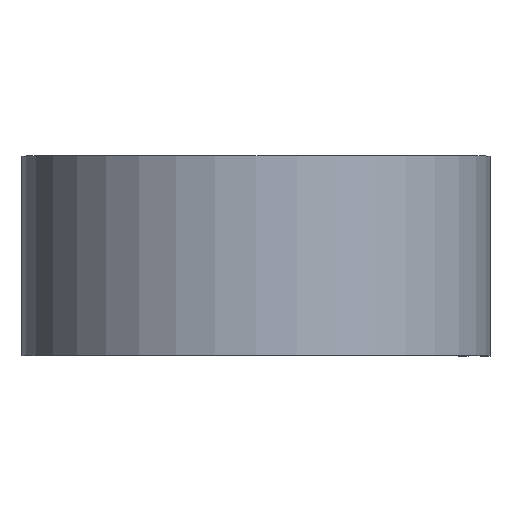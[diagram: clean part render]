
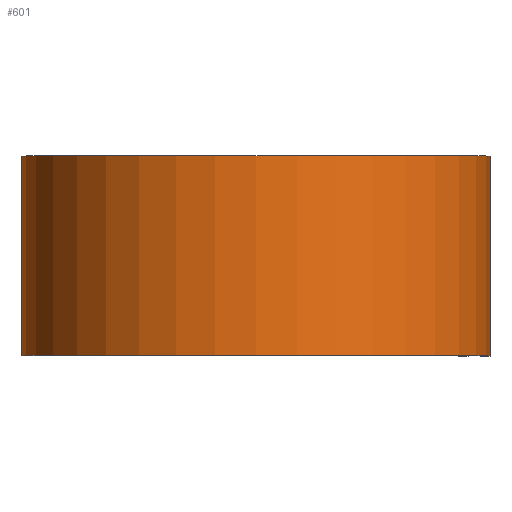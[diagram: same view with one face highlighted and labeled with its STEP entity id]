
A CAD part, top view. The second image highlights one B-rep face of the part: STEP entity #601.
In plain terms, the highlighted cylindrical face has radius 29.794 mm (diameter 59.588 mm), a partial arc.
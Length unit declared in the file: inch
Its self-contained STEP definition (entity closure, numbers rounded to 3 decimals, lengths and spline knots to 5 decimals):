
#63 = EDGE_CURVE ( 'NONE', #710, #479, #256, .T. ) ;
#66 = CARTESIAN_POINT ( 'NONE',  ( 0., 0.5, 0. ) ) ;
#78 = ORIENTED_EDGE ( 'NONE', *, *, #63, .F. ) ;
#84 = DIRECTION ( 'NONE',  ( 0., -1., 0. ) ) ;
#91 = EDGE_CURVE ( 'NONE', #710, #192, #236, .T. ) ;
#94 = AXIS2_PLACEMENT_3D ( 'NONE', #66, #125, #118 ) ;
#118 = DIRECTION ( 'NONE',  ( 0., 0., -1. ) ) ;
#123 = VERTEX_POINT ( 'NONE', #145 ) ;
#125 = DIRECTION ( 'NONE',  ( 0., -1., 0. ) ) ;
#143 = CARTESIAN_POINT ( 'NONE',  ( 1.173, 0.5, 0. ) ) ;
#145 = CARTESIAN_POINT ( 'NONE',  ( 1.173, -0.5, 0. ) ) ;
#192 = VERTEX_POINT ( 'NONE', #194 ) ;
#194 = CARTESIAN_POINT ( 'NONE',  ( 0., -0.5, -1.173 ) ) ;
#213 = ORIENTED_EDGE ( 'NONE', *, *, #422, .F. ) ;
#234 = VECTOR ( 'NONE', #84, 39.37008 ) ;
#236 = LINE ( 'NONE', #288, #234 ) ;
#256 = CIRCLE ( 'NONE', #728, 1.173 ) ;
#283 = VECTOR ( 'NONE', #458, 39.37008 ) ;
#288 = CARTESIAN_POINT ( 'NONE',  ( 0., 0.5, -1.173 ) ) ;
#336 = LINE ( 'NONE', #461, #283 ) ;
#350 = DIRECTION ( 'NONE',  ( 1., 0., 0. ) ) ;
#357 = DIRECTION ( 'NONE',  ( 0., 1., 0. ) ) ;
#363 = CARTESIAN_POINT ( 'NONE',  ( 0., 0.5, 0. ) ) ;
#378 = ORIENTED_EDGE ( 'NONE', *, *, #91, .T. ) ;
#422 = EDGE_CURVE ( 'NONE', #479, #123, #336, .T. ) ;
#458 = DIRECTION ( 'NONE',  ( 0., -1., 0. ) ) ;
#461 = CARTESIAN_POINT ( 'NONE',  ( 1.173, 0.5, 0. ) ) ;
#479 = VERTEX_POINT ( 'NONE', #143 ) ;
#498 = CARTESIAN_POINT ( 'NONE',  ( 0., 0.5, -1.173 ) ) ;
#505 = CIRCLE ( 'NONE', #652, 1.173 ) ;
#515 = FACE_OUTER_BOUND ( 'NONE', #538, .T. ) ;
#519 = DIRECTION ( 'NONE',  ( 1., 0., 0. ) ) ;
#521 = EDGE_CURVE ( 'NONE', #192, #123, #505, .T. ) ;
#524 = CYLINDRICAL_SURFACE ( 'NONE', #94, 1.173 ) ;
#538 = EDGE_LOOP ( 'NONE', ( #723, #213, #78, #378 ) ) ;
#601 = ADVANCED_FACE ( 'NONE', ( #515 ), #524, .T. ) ;
#652 = AXIS2_PLACEMENT_3D ( 'NONE', #712, #669, #519 ) ;
#669 = DIRECTION ( 'NONE',  ( 0., 1., 0. ) ) ;
#710 = VERTEX_POINT ( 'NONE', #498 ) ;
#712 = CARTESIAN_POINT ( 'NONE',  ( 0., -0.5, 0. ) ) ;
#723 = ORIENTED_EDGE ( 'NONE', *, *, #521, .T. ) ;
#728 = AXIS2_PLACEMENT_3D ( 'NONE', #363, #357, #350 ) ;
